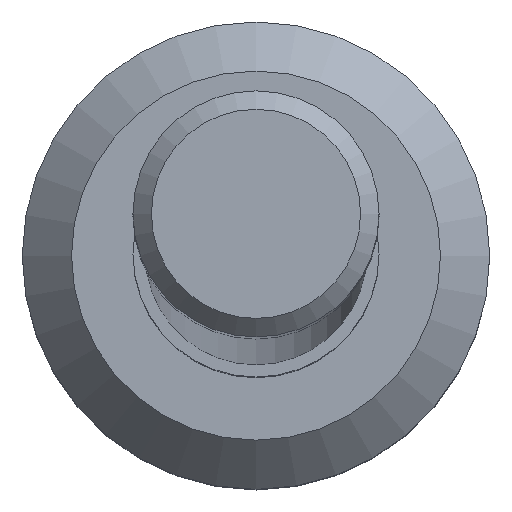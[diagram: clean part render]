
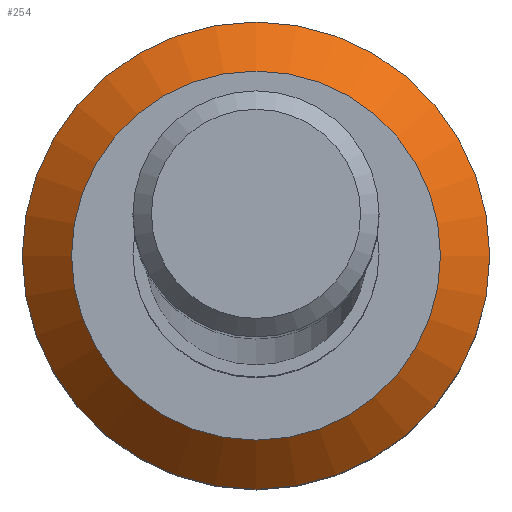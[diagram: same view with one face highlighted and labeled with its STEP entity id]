
A CAD part, top view. The second image highlights one B-rep face of the part: STEP entity #254.
In plain terms, the highlighted conical face has half-angle 45 degrees and reference radius 8.5 mm.
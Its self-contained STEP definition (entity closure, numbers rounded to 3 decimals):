
#45=FACE_OUTER_BOUND('',#63,.T.);
#63=EDGE_LOOP('',(#192,#193,#194,#195,#196,#197));
#82=LINE('',#484,#93);
#93=VECTOR('',#391,8.5);
#106=CIRCLE('',#326,7.5);
#107=CIRCLE('',#327,7.5);
#108=CIRCLE('',#329,9.5);
#109=CIRCLE('',#330,9.5);
#128=VERTEX_POINT('',#475);
#129=VERTEX_POINT('',#476);
#130=VERTEX_POINT('',#480);
#131=VERTEX_POINT('',#481);
#152=EDGE_CURVE('',#128,#129,#106,.T.);
#153=EDGE_CURVE('',#129,#128,#107,.T.);
#154=EDGE_CURVE('',#130,#131,#108,.T.);
#155=EDGE_CURVE('',#131,#130,#109,.T.);
#156=EDGE_CURVE('',#131,#129,#82,.T.);
#192=ORIENTED_EDGE('',*,*,#154,.F.);
#193=ORIENTED_EDGE('',*,*,#155,.F.);
#194=ORIENTED_EDGE('',*,*,#156,.T.);
#195=ORIENTED_EDGE('',*,*,#153,.T.);
#196=ORIENTED_EDGE('',*,*,#152,.T.);
#197=ORIENTED_EDGE('',*,*,#156,.F.);
#246=CONICAL_SURFACE('',#328,8.5,0.785);
#254=ADVANCED_FACE('',(#45),#246,.T.);
#326=AXIS2_PLACEMENT_3D('',#477,#381,#382);
#327=AXIS2_PLACEMENT_3D('',#478,#383,#384);
#328=AXIS2_PLACEMENT_3D('',#479,#385,#386);
#329=AXIS2_PLACEMENT_3D('',#482,#387,#388);
#330=AXIS2_PLACEMENT_3D('',#483,#389,#390);
#381=DIRECTION('center_axis',(0.,-1.,0.));
#382=DIRECTION('ref_axis',(1.,0.,0.));
#383=DIRECTION('center_axis',(0.,-1.,0.));
#384=DIRECTION('ref_axis',(1.,0.,0.));
#385=DIRECTION('center_axis',(0.,-1.,0.));
#386=DIRECTION('ref_axis',(1.,0.,0.));
#387=DIRECTION('center_axis',(0.,-1.,0.));
#388=DIRECTION('ref_axis',(1.,0.,0.));
#389=DIRECTION('center_axis',(0.,-1.,0.));
#390=DIRECTION('ref_axis',(1.,0.,0.));
#391=DIRECTION('',(0.707,0.707,0.));
#475=CARTESIAN_POINT('',(7.5,20.,0.));
#476=CARTESIAN_POINT('',(-7.5,20.,0.));
#477=CARTESIAN_POINT('Origin',(0.,20.,0.));
#478=CARTESIAN_POINT('Origin',(0.,20.,0.));
#479=CARTESIAN_POINT('Origin',(0.,19.,0.));
#480=CARTESIAN_POINT('',(9.5,18.,0.));
#481=CARTESIAN_POINT('',(-9.5,18.,0.));
#482=CARTESIAN_POINT('Origin',(0.,18.,0.));
#483=CARTESIAN_POINT('Origin',(0.,18.,0.));
#484=CARTESIAN_POINT('',(-8.5,19.,0.));
